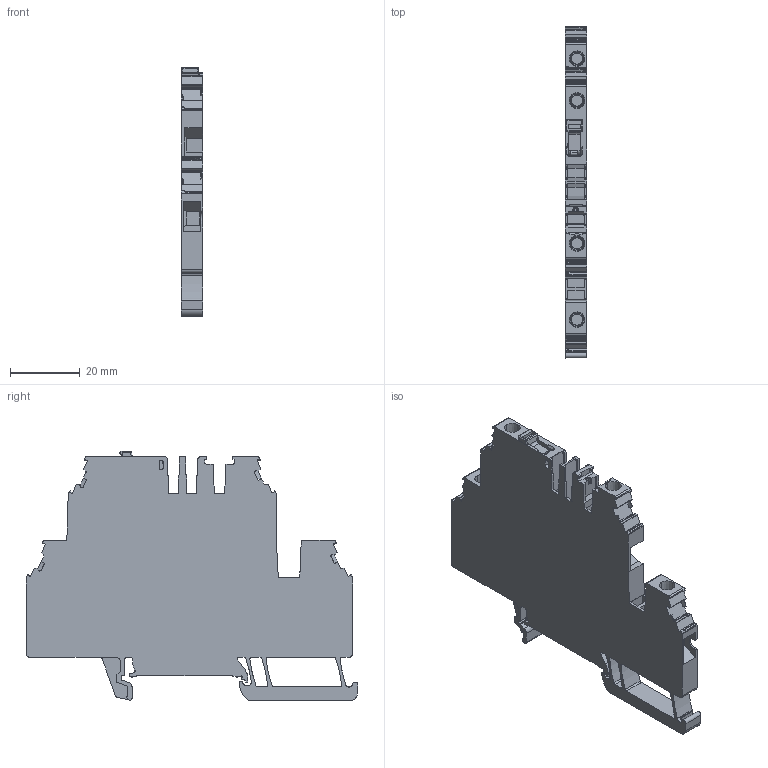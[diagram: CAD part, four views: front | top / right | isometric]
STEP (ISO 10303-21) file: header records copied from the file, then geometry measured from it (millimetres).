
FILE_DESCRIPTION(('CATIA V5 STEP Exchange','CAx-IF Rec.Pracs.--- Model Styling and Organization---1.4--- 2014-01-23'),'2;1');
FILE_NAME ('1473552-2_0', '2022-12-01T07:27:14+00:00', ('none'), ('Weidmueller'), 'CATIA Version 5-6 Release 2016 SP3 HF44', 'CATIA V5 STEP AP214', 'none');
FILE_SCHEMA(('AUTOMOTIVE_DESIGN { 1 0 10303 214 1 1 1 1 }'));
Length unit declared in the file: millimetre
Products named in the file (1): 2893700000
Bounding box: 6.1 x 95.33 x 71.55 mm (x, y, z)
Volume: 25738.1 mm3; surface area: 14803.8 mm2
Topology: 2 solids, 2 shells, 1045 faces, 2937 edges, 1908 vertices
Faces by surface type: plane 445, cylinder 331, extrusion 183, torus 56, cone 20, bspline 8, sphere 2
Entity records: 35963 total; most frequent: CARTESIAN_POINT 10480, ORIENTED_EDGE 5866, DIRECTION 4122, EDGE_CURVE 2933, VECTOR 2076, VERTEX_POINT 1908, LINE 1893, AXIS2_PLACEMENT_3D 1315
